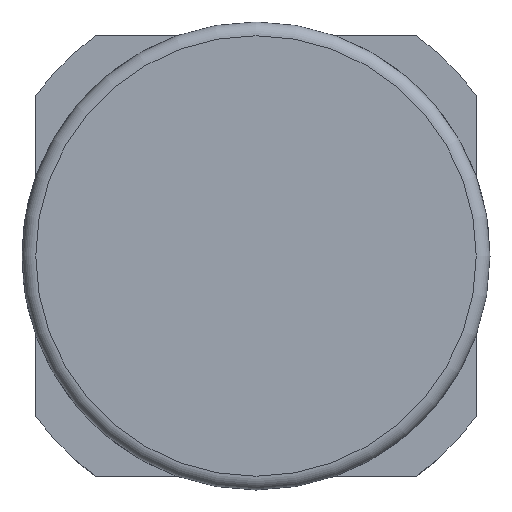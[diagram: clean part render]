
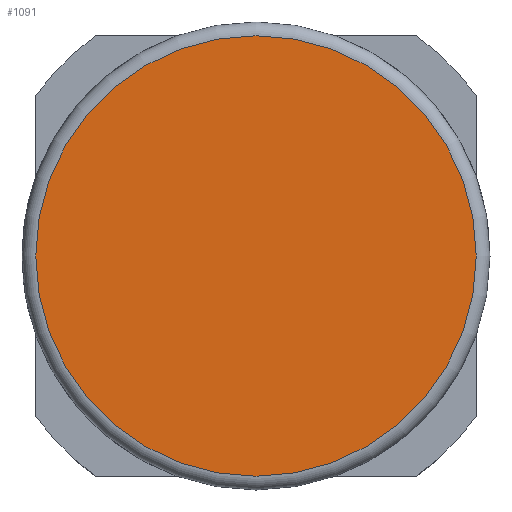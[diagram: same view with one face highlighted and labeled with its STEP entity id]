
A CAD part, front view. The second image highlights one B-rep face of the part: STEP entity #1091.
In plain terms, the highlighted planar face has unit normal (0, -1, 0).
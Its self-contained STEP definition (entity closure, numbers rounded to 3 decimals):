
#94=FACE_OUTER_BOUND('',#167,.T.);
#167=EDGE_LOOP('',(#750));
#268=CIRCLE('',#1175,80.);
#482=VERTEX_POINT('',#1692);
#590=EDGE_CURVE('',#482,#482,#268,.T.);
#750=ORIENTED_EDGE('',*,*,#590,.T.);
#979=PLANE('',#1176);
#1091=ADVANCED_FACE('',(#94),#979,.T.);
#1175=AXIS2_PLACEMENT_3D('',#1693,#1357,#1358);
#1176=AXIS2_PLACEMENT_3D('',#1694,#1359,#1360);
#1357=DIRECTION('center_axis',(0.,-1.,0.));
#1358=DIRECTION('ref_axis',(-1.,0.,0.));
#1359=DIRECTION('center_axis',(0.,-1.,0.));
#1360=DIRECTION('ref_axis',(0.,0.,1.));
#1692=CARTESIAN_POINT('',(-80.,-6.5,0.));
#1693=CARTESIAN_POINT('Origin',(0.,-6.5,0.));
#1694=CARTESIAN_POINT('Origin',(-40.,-6.5,0.));
